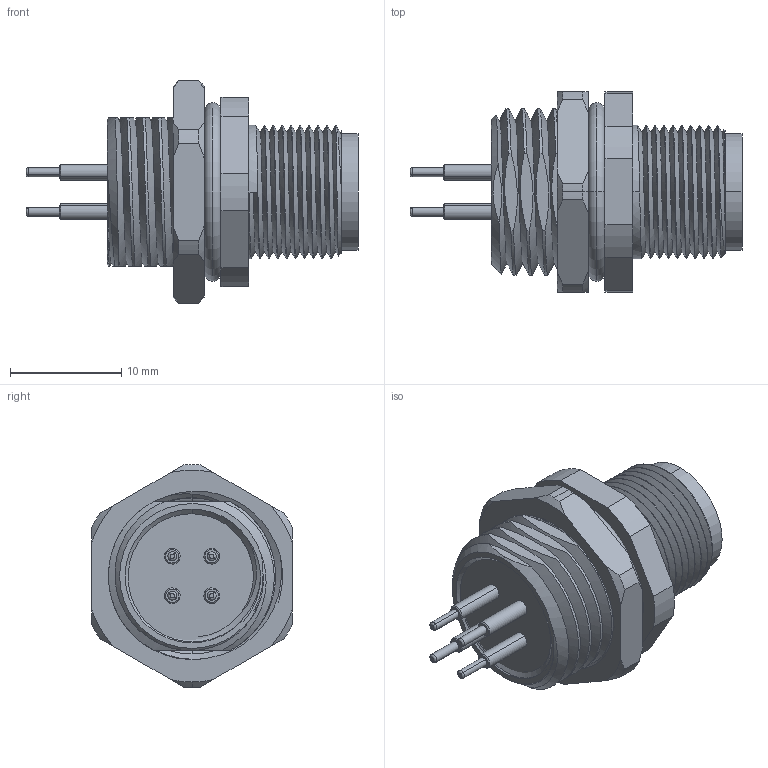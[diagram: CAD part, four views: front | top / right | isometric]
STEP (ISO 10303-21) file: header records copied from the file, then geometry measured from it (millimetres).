
FILE_DESCRIPTION (( 'STEP AP203' ), '1' );
FILE_NAME ('54-00372revA.STEP', '2023-02-09T18:56:03', ( '' ), ( '' ), 'SwSTEP 2.0', 'SolidWorks 2021', '' );
FILE_SCHEMA (( 'CONFIG_CONTROL_DESIGN' ));
Length unit declared in the file: millimetre
Products named in the file (6): 54-00372-02; 54-00372-05___; 54-00372revA; 54-00372-04___; 54-00372-01___; 54-00372-03___
Assembly tree (8 placements, depth 2):
  54-00372revA
    54-00372-01___
    54-00372-02
    54-00372-03___  x4
    54-00372-04___
    54-00372-05___
Bounding box: 29.8 x 18 x 20 mm (x, y, z)
Volume: 3011 mm3; surface area: 5325.1 mm2
Topology: 8 solids, 8 shells, 314 faces, 751 edges, 480 vertices
Faces by surface type: cylinder 136, plane 83, cone 49, torus 36, bspline 10
Entity records: 11436 total; most frequent: CARTESIAN_POINT 5439, ORIENTED_EDGE 1178, DIRECTION 1051, EDGE_CURVE 589, AXIS2_PLACEMENT_3D 422, VERTEX_POINT 384, EDGE_LOOP 259, FACE_OUTER_BOUND 230
